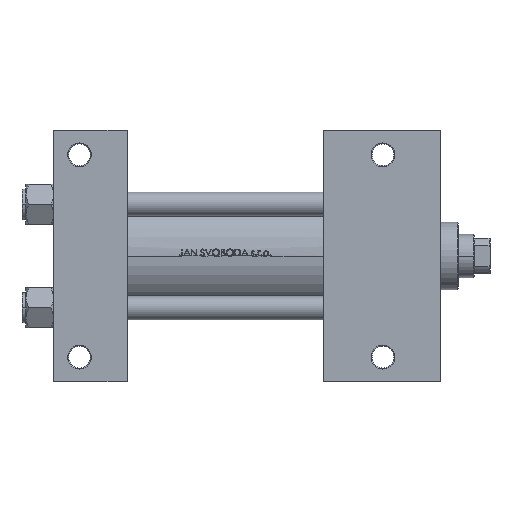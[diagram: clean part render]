
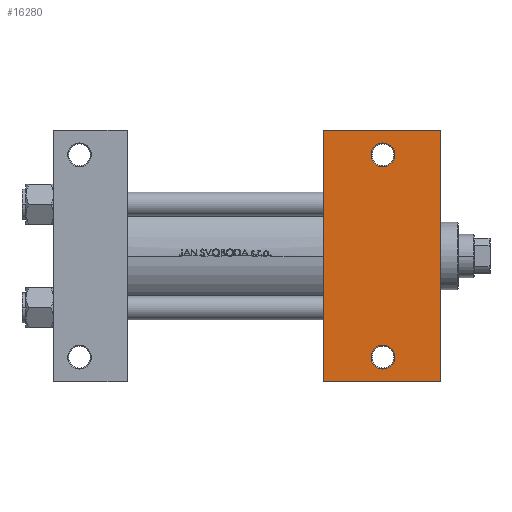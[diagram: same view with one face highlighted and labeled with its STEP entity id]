
A CAD part, front view. The second image highlights one B-rep face of the part: STEP entity #16280.
In plain terms, the highlighted face is planar.
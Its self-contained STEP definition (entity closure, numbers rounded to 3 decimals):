
#563 = CIRCLE ( 'NONE', #41897, 5.999 ) ;
#660 = ORIENTED_EDGE ( 'NONE', *, *, #46224, .F. ) ;
#809 = VECTOR ( 'NONE', #39744, 1000. ) ;
#1364 = DIRECTION ( 'NONE',  ( 0., 0., -1. ) ) ;
#2310 = VECTOR ( 'NONE', #9175, 1000. ) ;
#4793 = VERTEX_POINT ( 'NONE', #34281 ) ;
#4929 = AXIS2_PLACEMENT_3D ( 'NONE', #27878, #30888, #23404 ) ;
#5105 = CARTESIAN_POINT ( 'NONE',  ( 195., 37.5, -37.5 ) ) ;
#6096 = DIRECTION ( 'NONE',  ( -1., 0., 0. ) ) ;
#6419 = ORIENTED_EDGE ( 'NONE', *, *, #8159, .T. ) ;
#6479 = CARTESIAN_POINT ( 'NONE',  ( 166., 51., -37.5 ) ) ;
#6759 = ORIENTED_EDGE ( 'NONE', *, *, #33206, .T. ) ;
#7479 = ORIENTED_EDGE ( 'NONE', *, *, #38149, .T. ) ;
#7601 = EDGE_CURVE ( 'NONE', #22971, #30928, #43288, .T. ) ;
#7996 = LINE ( 'NONE', #45107, #25150 ) ;
#8159 = EDGE_CURVE ( 'NONE', #42745, #10505, #11323, .T. ) ;
#9175 = DIRECTION ( 'NONE',  ( 1., 0., 0. ) ) ;
#9342 = DIRECTION ( 'NONE',  ( 0., 0., 1. ) ) ;
#9624 = CARTESIAN_POINT ( 'NONE',  ( 136., 37.5, -37.5 ) ) ;
#9724 = CIRCLE ( 'NONE', #4929, 5.999 ) ;
#10505 = VERTEX_POINT ( 'NONE', #34442 ) ;
#10973 = VERTEX_POINT ( 'NONE', #33833 ) ;
#11323 = LINE ( 'NONE', #11813, #38098 ) ;
#11813 = CARTESIAN_POINT ( 'NONE',  ( 136., -63.5, -37.5 ) ) ;
#12577 = FACE_OUTER_BOUND ( 'NONE', #46775, .T. ) ;
#14476 = ORIENTED_EDGE ( 'NONE', *, *, #21941, .T. ) ;
#16280 = ADVANCED_FACE ( 'NONE', ( #27504, #17047, #12577 ), #24023, .T. ) ;
#16391 = EDGE_CURVE ( 'NONE', #19454, #10973, #31096, .T. ) ;
#16886 = CARTESIAN_POINT ( 'NONE',  ( 136., 63.5, -37.5 ) ) ;
#17047 = FACE_BOUND ( 'NONE', #45880, .T. ) ;
#18313 = EDGE_CURVE ( 'NONE', #4793, #33130, #9724, .T. ) ;
#18575 = AXIS2_PLACEMENT_3D ( 'NONE', #40201, #9342, #6096 ) ;
#19267 = CARTESIAN_POINT ( 'NONE',  ( 195., -63.5, -37.5 ) ) ;
#19454 = VERTEX_POINT ( 'NONE', #34843 ) ;
#21195 = CARTESIAN_POINT ( 'NONE',  ( 160.001, 51., -37.5 ) ) ;
#21941 = EDGE_CURVE ( 'NONE', #10973, #19454, #34454, .T. ) ;
#22971 = VERTEX_POINT ( 'NONE', #43302 ) ;
#23404 = DIRECTION ( 'NONE',  ( -1., 0., 0. ) ) ;
#24023 = PLANE ( 'NONE',  #31901 ) ;
#25150 = VECTOR ( 'NONE', #41853, 1000. ) ;
#27130 = AXIS2_PLACEMENT_3D ( 'NONE', #43690, #36700, #36444 ) ;
#27504 = FACE_BOUND ( 'NONE', #46064, .T. ) ;
#27878 = CARTESIAN_POINT ( 'NONE',  ( 166., 51., -37.5 ) ) ;
#29871 = DIRECTION ( 'NONE',  ( -1., 0., 0. ) ) ;
#30888 = DIRECTION ( 'NONE',  ( 0., 0., 1. ) ) ;
#30928 = VERTEX_POINT ( 'NONE', #33564 ) ;
#30944 = ORIENTED_EDGE ( 'NONE', *, *, #7601, .T. ) ;
#31096 = CIRCLE ( 'NONE', #27130, 5.999 ) ;
#31901 = AXIS2_PLACEMENT_3D ( 'NONE', #5105, #1364, #46942 ) ;
#33130 = VERTEX_POINT ( 'NONE', #21195 ) ;
#33206 = EDGE_CURVE ( 'NONE', #30928, #42745, #7996, .T. ) ;
#33564 = CARTESIAN_POINT ( 'NONE',  ( 195., 63.5, -37.5 ) ) ;
#33833 = CARTESIAN_POINT ( 'NONE',  ( 172., -51., -37.5 ) ) ;
#34281 = CARTESIAN_POINT ( 'NONE',  ( 172., 51., -37.5 ) ) ;
#34442 = CARTESIAN_POINT ( 'NONE',  ( 136., -63.5, -37.5 ) ) ;
#34454 = CIRCLE ( 'NONE', #18575, 5.999 ) ;
#34843 = CARTESIAN_POINT ( 'NONE',  ( 160.001, -51., -37.5 ) ) ;
#36246 = LINE ( 'NONE', #9624, #809 ) ;
#36338 = DIRECTION ( 'NONE',  ( 0., 0., 1. ) ) ;
#36444 = DIRECTION ( 'NONE',  ( -1., 0., 0. ) ) ;
#36700 = DIRECTION ( 'NONE',  ( 0., 0., 1. ) ) ;
#38098 = VECTOR ( 'NONE', #41934, 1000. ) ;
#38149 = EDGE_CURVE ( 'NONE', #33130, #4793, #563, .T. ) ;
#39744 = DIRECTION ( 'NONE',  ( 0., -1., 0. ) ) ;
#40201 = CARTESIAN_POINT ( 'NONE',  ( 166., -51., -37.5 ) ) ;
#41031 = ORIENTED_EDGE ( 'NONE', *, *, #18313, .T. ) ;
#41853 = DIRECTION ( 'NONE',  ( 0., -1., 0. ) ) ;
#41897 = AXIS2_PLACEMENT_3D ( 'NONE', #6479, #36338, #29871 ) ;
#41934 = DIRECTION ( 'NONE',  ( -1., 0., 0. ) ) ;
#42745 = VERTEX_POINT ( 'NONE', #19267 ) ;
#43288 = LINE ( 'NONE', #16886, #2310 ) ;
#43302 = CARTESIAN_POINT ( 'NONE',  ( 136., 63.5, -37.5 ) ) ;
#43690 = CARTESIAN_POINT ( 'NONE',  ( 166., -51., -37.5 ) ) ;
#45107 = CARTESIAN_POINT ( 'NONE',  ( 195., 37.5, -37.5 ) ) ;
#45880 = EDGE_LOOP ( 'NONE', ( #48514, #14476 ) ) ;
#46064 = EDGE_LOOP ( 'NONE', ( #7479, #41031 ) ) ;
#46224 = EDGE_CURVE ( 'NONE', #22971, #10505, #36246, .T. ) ;
#46775 = EDGE_LOOP ( 'NONE', ( #660, #30944, #6759, #6419 ) ) ;
#46942 = DIRECTION ( 'NONE',  ( -1., 0., 0. ) ) ;
#48514 = ORIENTED_EDGE ( 'NONE', *, *, #16391, .T. ) ;
